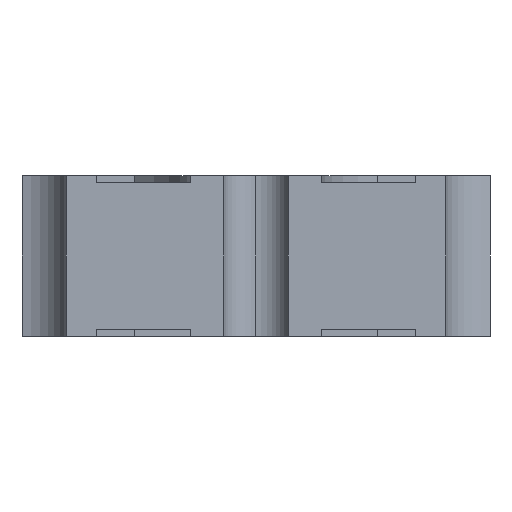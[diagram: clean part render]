
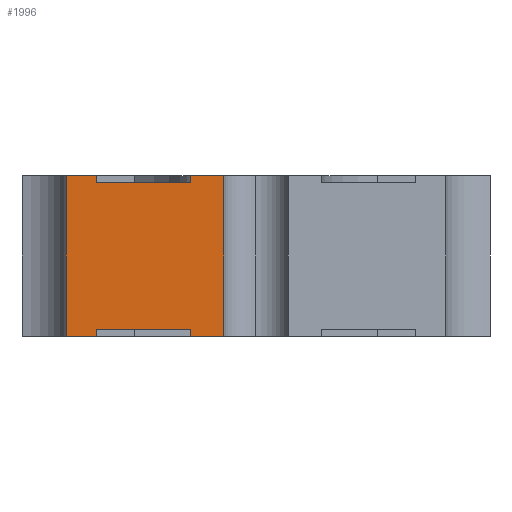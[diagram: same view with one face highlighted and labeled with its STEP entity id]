
A CAD part, left-side view. The second image highlights one B-rep face of the part: STEP entity #1996.
In plain terms, the highlighted planar face has unit normal (-1, 0, 0).
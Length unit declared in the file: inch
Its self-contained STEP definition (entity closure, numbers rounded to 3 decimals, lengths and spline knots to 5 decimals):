
#77 = CARTESIAN_POINT ( 'NONE',  ( -0.1, 0.0425, 0.043 ) ) ;
#114 = LINE ( 'NONE', #1943, #1487 ) ;
#250 = DIRECTION ( 'NONE',  ( 0., 0., 1. ) ) ;
#290 = VECTOR ( 'NONE', #11442, 39.37008 ) ;
#427 = EDGE_LOOP ( 'NONE', ( #3732, #4563, #8852, #9510, #8762, #3588, #2540, #9339, #10175, #1008, #6498, #4845 ) ) ;
#457 = VERTEX_POINT ( 'NONE', #3209 ) ;
#622 = CARTESIAN_POINT ( 'NONE',  ( -0.1, 0.00865, 0.043 ) ) ;
#646 = DIRECTION ( 'NONE',  ( 0., -1., 0. ) ) ;
#814 = CARTESIAN_POINT ( 'NONE',  ( -0.1, 0.05072, -0.04384 ) ) ;
#1008 = ORIENTED_EDGE ( 'NONE', *, *, #3837, .F. ) ;
#1128 = EDGE_CURVE ( 'NONE', #457, #11727, #1379, .T. ) ;
#1244 = VERTEX_POINT ( 'NONE', #622 ) ;
#1379 = LINE ( 'NONE', #11902, #12172 ) ;
#1487 = VECTOR ( 'NONE', #5834, 39.37008 ) ;
#1515 = CARTESIAN_POINT ( 'NONE',  ( -0.1, 0., 0.002 ) ) ;
#1614 = EDGE_CURVE ( 'NONE', #1836, #11637, #1866, .T. ) ;
#1831 = VECTOR ( 'NONE', #4191, 39.37008 ) ;
#1836 = VERTEX_POINT ( 'NONE', #11363 ) ;
#1866 = LINE ( 'NONE', #5756, #290 ) ;
#1881 = DIRECTION ( 'NONE',  ( 0., -1., 0. ) ) ;
#1943 = CARTESIAN_POINT ( 'NONE',  ( -0.1, 0.00865, -0.04384 ) ) ;
#1996 = ADVANCED_FACE ( 'NONE', ( #3419 ), #10196, .T. ) ;
#2140 = EDGE_CURVE ( 'NONE', #7961, #1244, #2964, .T. ) ;
#2154 = EDGE_CURVE ( 'NONE', #5189, #1244, #114, .T. ) ;
#2171 = CARTESIAN_POINT ( 'NONE',  ( -0.1, 0.0175, 0. ) ) ;
#2540 = ORIENTED_EDGE ( 'NONE', *, *, #7878, .F. ) ;
#2665 = CARTESIAN_POINT ( 'NONE',  ( -0.1, 0.0175, 0.041 ) ) ;
#2813 = CARTESIAN_POINT ( 'NONE',  ( -0.1, 0.05072, 0. ) ) ;
#2897 = EDGE_CURVE ( 'NONE', #3247, #11637, #2963, .T. ) ;
#2963 = LINE ( 'NONE', #814, #11274 ) ;
#2964 = LINE ( 'NONE', #12473, #12416 ) ;
#3057 = EDGE_CURVE ( 'NONE', #4279, #5608, #11831, .T. ) ;
#3209 = CARTESIAN_POINT ( 'NONE',  ( -0.1, 0.0175, 0.002 ) ) ;
#3247 = VERTEX_POINT ( 'NONE', #10990 ) ;
#3419 = FACE_OUTER_BOUND ( 'NONE', #427, .T. ) ;
#3452 = CARTESIAN_POINT ( 'NONE',  ( -0.1, 0.0175, 0.043 ) ) ;
#3521 = AXIS2_PLACEMENT_3D ( 'NONE', #1515, #8936, #250 ) ;
#3559 = VECTOR ( 'NONE', #11383, 39.37008 ) ;
#3588 = ORIENTED_EDGE ( 'NONE', *, *, #2140, .F. ) ;
#3732 = ORIENTED_EDGE ( 'NONE', *, *, #10647, .F. ) ;
#3837 = EDGE_CURVE ( 'NONE', #3247, #5608, #6233, .T. ) ;
#4023 = VECTOR ( 'NONE', #4579, 39.37008 ) ;
#4191 = DIRECTION ( 'NONE',  ( 0., -1., 0. ) ) ;
#4279 = VERTEX_POINT ( 'NONE', #11645 ) ;
#4303 = VERTEX_POINT ( 'NONE', #8679 ) ;
#4328 = CARTESIAN_POINT ( 'NONE',  ( -0.1, 0., 0.041 ) ) ;
#4514 = CARTESIAN_POINT ( 'NONE',  ( -0.1, 0., 0.002 ) ) ;
#4563 = ORIENTED_EDGE ( 'NONE', *, *, #10481, .T. ) ;
#4579 = DIRECTION ( 'NONE',  ( 0., -1., 0. ) ) ;
#4613 = CARTESIAN_POINT ( 'NONE',  ( -0.1, 0.0425, -0.05342 ) ) ;
#4828 = VECTOR ( 'NONE', #646, 39.37008 ) ;
#4845 = ORIENTED_EDGE ( 'NONE', *, *, #1614, .F. ) ;
#5132 = DIRECTION ( 'NONE',  ( 0., 0., -1. ) ) ;
#5189 = VERTEX_POINT ( 'NONE', #6847 ) ;
#5237 = DIRECTION ( 'NONE',  ( 0., 0., 1. ) ) ;
#5390 = EDGE_CURVE ( 'NONE', #11727, #5189, #10373, .T. ) ;
#5406 = LINE ( 'NONE', #4514, #4023 ) ;
#5422 = VECTOR ( 'NONE', #8234, 39.37008 ) ;
#5488 = VECTOR ( 'NONE', #5237, 39.37008 ) ;
#5608 = VERTEX_POINT ( 'NONE', #77 ) ;
#5647 = DIRECTION ( 'NONE',  ( 0., 0., -1. ) ) ;
#5756 = CARTESIAN_POINT ( 'NONE',  ( -0.1, 0., 0. ) ) ;
#5834 = DIRECTION ( 'NONE',  ( 0., 0., 1. ) ) ;
#6233 = LINE ( 'NONE', #11036, #4828 ) ;
#6275 = CARTESIAN_POINT ( 'NONE',  ( -0.1, 0.0425, 0.09642 ) ) ;
#6455 = VECTOR ( 'NONE', #10125, 39.37008 ) ;
#6498 = ORIENTED_EDGE ( 'NONE', *, *, #2897, .T. ) ;
#6847 = CARTESIAN_POINT ( 'NONE',  ( -0.1, 0.00865, 0. ) ) ;
#7231 = LINE ( 'NONE', #6275, #6455 ) ;
#7878 = EDGE_CURVE ( 'NONE', #11279, #7961, #8029, .T. ) ;
#7961 = VERTEX_POINT ( 'NONE', #3452 ) ;
#8029 = LINE ( 'NONE', #8217, #5488 ) ;
#8217 = CARTESIAN_POINT ( 'NONE',  ( -0.1, 0.0175, -0.05342 ) ) ;
#8234 = DIRECTION ( 'NONE',  ( 0., 0., 1. ) ) ;
#8679 = CARTESIAN_POINT ( 'NONE',  ( -0.1, 0.0425, 0.002 ) ) ;
#8762 = ORIENTED_EDGE ( 'NONE', *, *, #2154, .T. ) ;
#8852 = ORIENTED_EDGE ( 'NONE', *, *, #1128, .T. ) ;
#8936 = DIRECTION ( 'NONE',  ( -1., 0., 0. ) ) ;
#9339 = ORIENTED_EDGE ( 'NONE', *, *, #12280, .F. ) ;
#9510 = ORIENTED_EDGE ( 'NONE', *, *, #5390, .T. ) ;
#10011 = LINE ( 'NONE', #4328, #1831 ) ;
#10125 = DIRECTION ( 'NONE',  ( 0., 0., -1. ) ) ;
#10175 = ORIENTED_EDGE ( 'NONE', *, *, #3057, .T. ) ;
#10196 = PLANE ( 'NONE',  #3521 ) ;
#10373 = LINE ( 'NONE', #10435, #3559 ) ;
#10435 = CARTESIAN_POINT ( 'NONE',  ( -0.1, 0., 0. ) ) ;
#10481 = EDGE_CURVE ( 'NONE', #4303, #457, #5406, .T. ) ;
#10647 = EDGE_CURVE ( 'NONE', #4303, #1836, #7231, .T. ) ;
#10990 = CARTESIAN_POINT ( 'NONE',  ( -0.1, 0.05072, 0.043 ) ) ;
#11036 = CARTESIAN_POINT ( 'NONE',  ( -0.1, 0.065, 0.043 ) ) ;
#11274 = VECTOR ( 'NONE', #5647, 39.37008 ) ;
#11279 = VERTEX_POINT ( 'NONE', #2665 ) ;
#11363 = CARTESIAN_POINT ( 'NONE',  ( -0.1, 0.0425, 0. ) ) ;
#11383 = DIRECTION ( 'NONE',  ( 0., -1., 0. ) ) ;
#11442 = DIRECTION ( 'NONE',  ( 0., 1., 0. ) ) ;
#11637 = VERTEX_POINT ( 'NONE', #2813 ) ;
#11645 = CARTESIAN_POINT ( 'NONE',  ( -0.1, 0.0425, 0.041 ) ) ;
#11727 = VERTEX_POINT ( 'NONE', #2171 ) ;
#11831 = LINE ( 'NONE', #4613, #5422 ) ;
#11902 = CARTESIAN_POINT ( 'NONE',  ( -0.1, 0.0175, 0.09642 ) ) ;
#12172 = VECTOR ( 'NONE', #5132, 39.37008 ) ;
#12280 = EDGE_CURVE ( 'NONE', #4279, #11279, #10011, .T. ) ;
#12416 = VECTOR ( 'NONE', #1881, 39.37008 ) ;
#12473 = CARTESIAN_POINT ( 'NONE',  ( -0.1, 0.065, 0.043 ) ) ;
